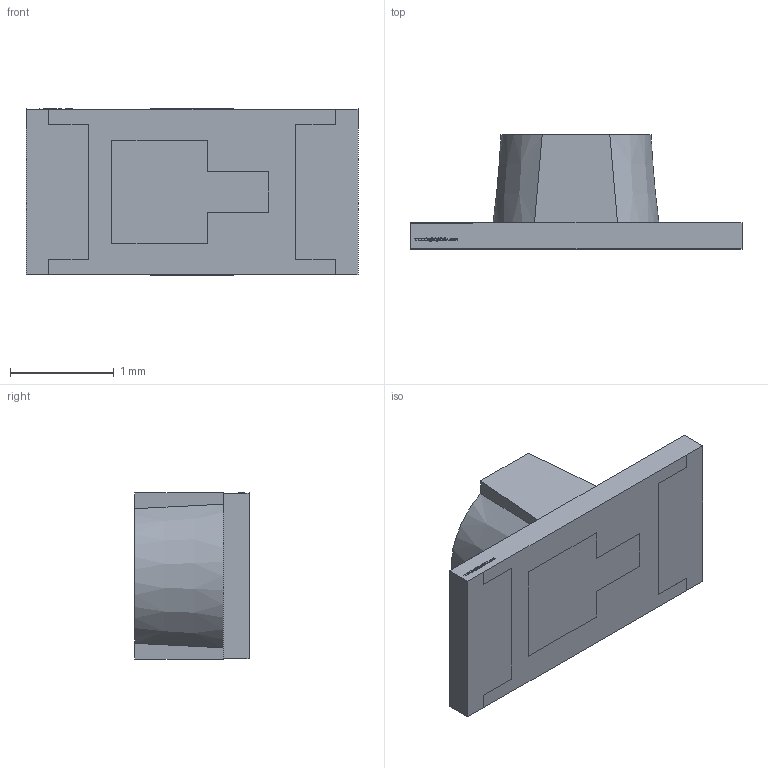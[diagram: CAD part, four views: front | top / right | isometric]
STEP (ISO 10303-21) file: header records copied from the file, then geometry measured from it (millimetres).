
FILE_DESCRIPTION (( 'STEP AP214' ), '1' );
FILE_NAME ('APTL3216.STEP', '2008-09-05T19:12:55', ( '' ), ( '' ), 'SwSTEP 2.0', 'SolidWorks 2008', '' );
FILE_SCHEMA (( 'AUTOMOTIVE_DESIGN' ));
Length unit declared in the file: millimetre
Products named in the file (1): APTL3216
Bounding box: 3.2 x 1.1 x 1.6 mm (x, y, z)
Volume: 2.8 mm3; surface area: 22.5 mm2
Topology: 3 solids, 3 shells, 350 faces, 937 edges, 622 vertices
Faces by surface type: plane 228, bspline 116, cone 4, torus 2
Entity records: 20151 total; most frequent: CARTESIAN_POINT 8308, ORIENTED_EDGE 1870, DIRECTION 1182, EDGE_CURVE 935, LINE 686, VECTOR 686, VERTEX_POINT 622, EDGE_LOOP 381
